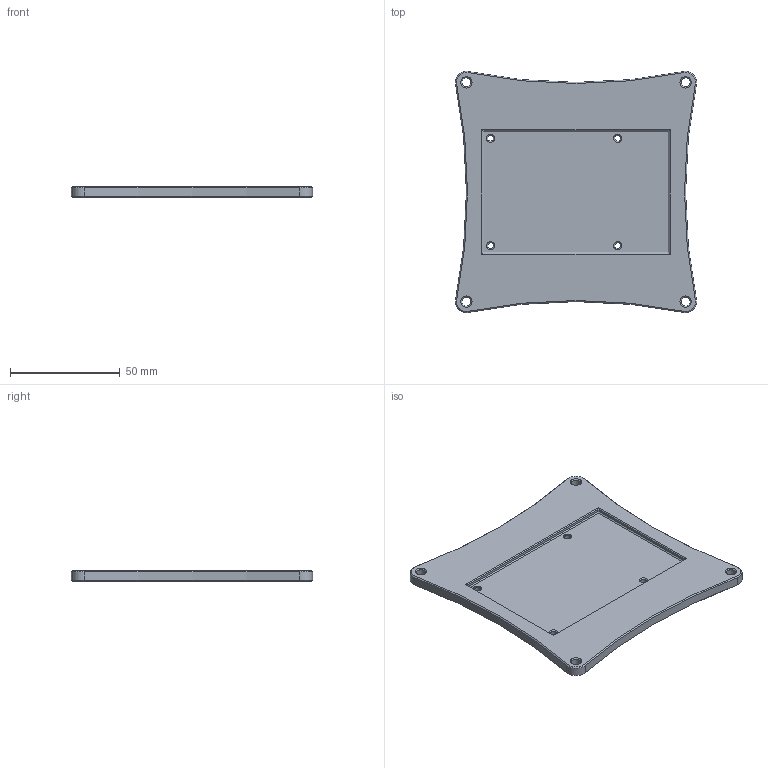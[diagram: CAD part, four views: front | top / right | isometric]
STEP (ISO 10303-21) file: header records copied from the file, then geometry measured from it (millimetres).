
FILE_DESCRIPTION(/* description */ (''),/* implementation_level */ '2;1');
FILE_NAME(/* name */ 'Vesa 100 RPI4 Mount.stp',/* time_stamp */ '2021-04-06T13:54:16-05:00',/* author */ ('gishs'),/* organization */ (''),/* preprocessor_version */ 'ST-DEVELOPER v18.1',/* originating_system */ 'Autodesk Inventor 2021',/* authorisation */ '');
FILE_SCHEMA (('AUTOMOTIVE_DESIGN { 1 0 10303 214 3 1 1 }'));
Length unit declared in the file: millimetre
Products named in the file (1): Vesa 100 RPI4 Mount
Bounding box: 109.99 x 109.99 x 5 mm (x, y, z)
Volume: 43071.3 mm3; surface area: 24025 mm2
Topology: 1 solids, 1 shells, 75 faces, 160 edges, 88 vertices
Faces by surface type: cone 32, plane 27, cylinder 16
Full cylindrical faces by diameter (mm): 2.7 x4, 4.2 x4
Entity records: 2043 total; most frequent: DIRECTION 376, CARTESIAN_POINT 324, ORIENTED_EDGE 320, EDGE_CURVE 160, AXIS2_PLACEMENT_3D 140, LINE 96, VECTOR 96, EDGE_LOOP 92
